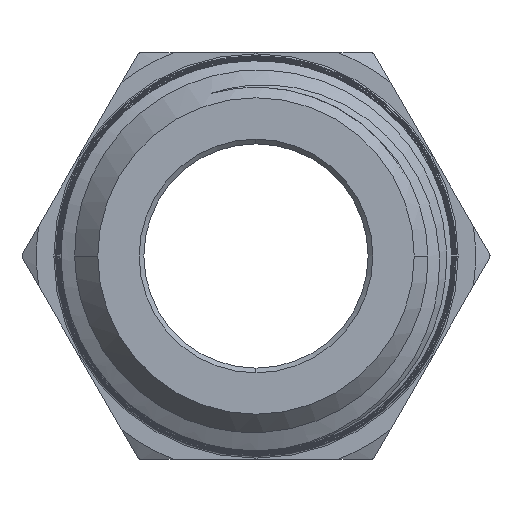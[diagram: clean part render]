
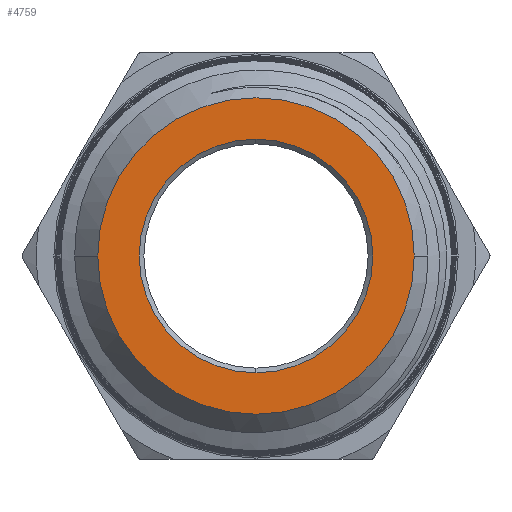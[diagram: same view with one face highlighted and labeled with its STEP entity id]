
A CAD part, left-side view. The second image highlights one B-rep face of the part: STEP entity #4759.
In plain terms, the highlighted planar face has unit normal (-1, 0, 0).
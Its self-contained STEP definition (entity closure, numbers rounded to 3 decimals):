
#1194=CARTESIAN_POINT('',(-14.2,0.,0.));
#1195=DIRECTION('',(1.,0.,0.));
#1196=DIRECTION('',(0.,-1.,0.));
#1197=AXIS2_PLACEMENT_3D('',#1194,#1195,#1196);
#1199=CARTESIAN_POINT('',(-14.2,0.,0.));
#1200=DIRECTION('',(1.,0.,0.));
#1201=DIRECTION('',(0.,1.,0.));
#1202=AXIS2_PLACEMENT_3D('',#1199,#1200,#1201);
#1204=CARTESIAN_POINT('',(-14.2,0.,0.));
#1205=DIRECTION('',(1.,0.,0.));
#1206=DIRECTION('',(0.,0.,1.));
#1207=AXIS2_PLACEMENT_3D('',#1204,#1205,#1206);
#1209=CARTESIAN_POINT('',(-14.2,0.,0.));
#1210=DIRECTION('',(1.,0.,0.));
#1211=DIRECTION('',(0.,0.,-1.));
#1212=AXIS2_PLACEMENT_3D('',#1209,#1210,#1211);
#3529=CARTESIAN_POINT('',(-14.2,-6.773,0.));
#3530=CARTESIAN_POINT('',(-14.2,6.773,0.));
#3531=VERTEX_POINT('',#3529);
#3532=VERTEX_POINT('',#3530);
#3539=CARTESIAN_POINT('',(-14.2,0.,5.));
#3540=CARTESIAN_POINT('',(-14.2,0.,-5.));
#3541=VERTEX_POINT('',#3539);
#3542=VERTEX_POINT('',#3540);
#4744=CARTESIAN_POINT('',(-14.2,0.,0.));
#4745=DIRECTION('',(1.,0.,0.));
#4746=DIRECTION('',(0.,-1.,0.));
#4747=AXIS2_PLACEMENT_3D('',#4744,#4745,#4746);
#4748=PLANE('',#4747);
#4749=ORIENTED_EDGE('',*,*,#4736,.T.);
#4750=ORIENTED_EDGE('',*,*,#4636,.T.);
#4751=EDGE_LOOP('',(#4749,#4750));
#4752=FACE_OUTER_BOUND('',#4751,.F.);
#4754=ORIENTED_EDGE('',*,*,#4753,.F.);
#4756=ORIENTED_EDGE('',*,*,#4755,.F.);
#4757=EDGE_LOOP('',(#4754,#4756));
#4758=FACE_BOUND('',#4757,.F.);
#1198=CIRCLE('',#1197,6.773);
#1203=CIRCLE('',#1202,6.773);
#1208=CIRCLE('',#1207,5.);
#1213=CIRCLE('',#1212,5.);
#4636=EDGE_CURVE('',#3532,#3531,#1203,.T.);
#4736=EDGE_CURVE('',#3531,#3532,#1198,.T.);
#4753=EDGE_CURVE('',#3541,#3542,#1208,.T.);
#4755=EDGE_CURVE('',#3542,#3541,#1213,.T.);
#4759=ADVANCED_FACE('',(#4752,#4758),#4748,.F.);
